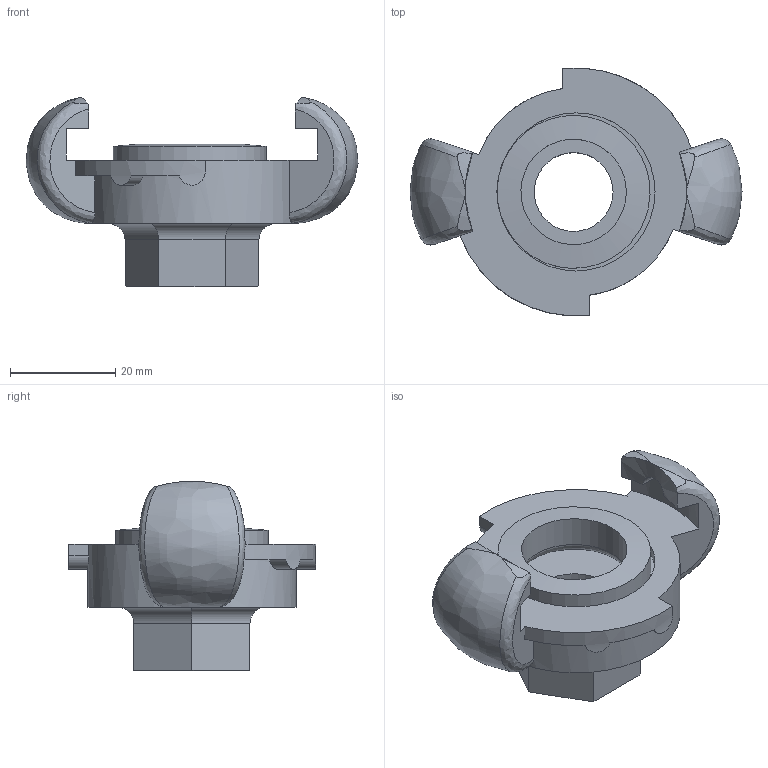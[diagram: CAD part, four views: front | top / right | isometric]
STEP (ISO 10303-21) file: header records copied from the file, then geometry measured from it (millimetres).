
FILE_DESCRIPTION(/* description */ (''),/* implementation_level */ '2;1');
FILE_NAME(/* name */ 'kig_38.stp',/* time_stamp */ '2020-03-31T09:40:46+02:00',/* author */ ('schnellinger'),/* organization */ (''),/* preprocessor_version */ 'ST-DEVELOPER v17',/* originating_system */ 'Autodesk Inventor 2018',/* authorisation */ '0 mm^3');
FILE_SCHEMA (('AUTOMOTIVE_DESIGN { 1 0 10303 214 3 1 1 }'));
Length unit declared in the file: millimetre
Products named in the file (1): ENG-003137_Shrinkwrap_1
Bounding box: 62.96 x 47.01 x 35.91 mm (x, y, z)
Volume: 20883.3 mm3; surface area: 12097.8 mm2
Topology: 2 solids, 2 shells, 72 faces, 202 edges, 135 vertices
Faces by surface type: plane 27, cylinder 25, cone 9, bspline 6, sphere 4, torus 1
Full cylindrical faces by diameter (mm): 14.95 x1, 20 x1, 29 x1, 30 x1, 34.5 x1, 35 x1, 39.5 x1
Entity records: 3035 total; most frequent: CARTESIAN_POINT 1129, ORIENTED_EDGE 396, DIRECTION 344, EDGE_CURVE 198, AXIS2_PLACEMENT_3D 134, VERTEX_POINT 133, EDGE_LOOP 79, LINE 76
